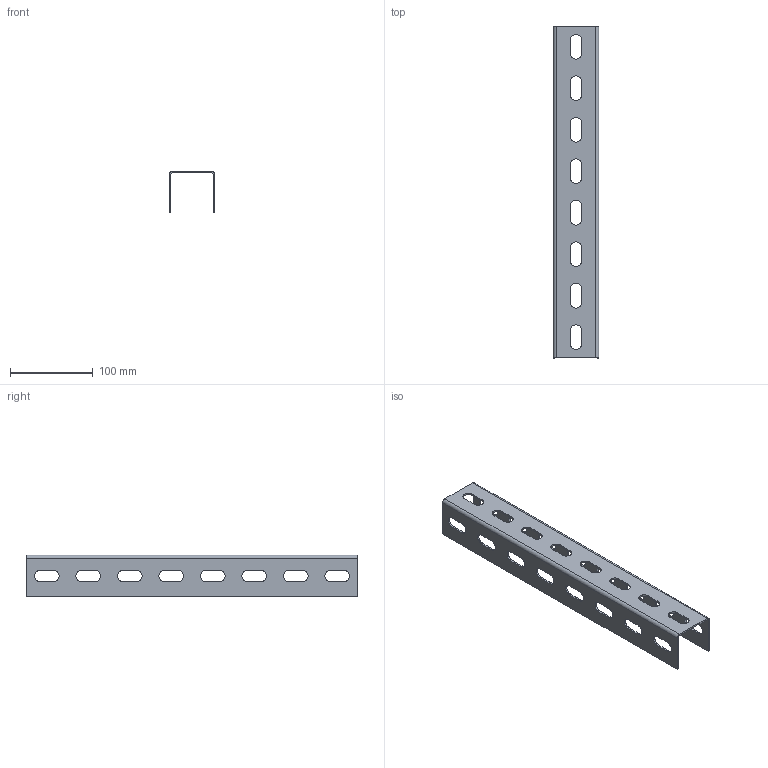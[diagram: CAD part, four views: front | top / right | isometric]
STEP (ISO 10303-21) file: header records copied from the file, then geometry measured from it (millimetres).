
FILE_DESCRIPTION((''),'2;1');
FILE_NAME('612104_PRT','2018-12-05T12:15:46',('tomasz.grudniewski'),(''),'CREO PARAMETRIC BY PTC INC, 2018260','CREO PARAMETRIC BY PTC INC, 2018260','');
FILE_SCHEMA(('CONFIG_CONTROL_DESIGN'));
Length unit declared in the file: millimetre
Products named in the file (1): 612104_PRT
Bounding box: 55 x 400 x 50 mm (x, y, z)
Volume: 101760.7 mm3; surface area: 107546.7 mm2
Topology: 1 solids, 1 shells, 118 faces, 332 edges, 216 vertices
Faces by surface type: plane 66, cylinder 52
Entity records: 3946 total; most frequent: DIRECTION 672, CARTESIAN_POINT 666, ORIENTED_EDGE 664, EDGE_CURVE 332, VECTOR 228, LINE 228, AXIS2_PLACEMENT_3D 222, VERTEX_POINT 216
